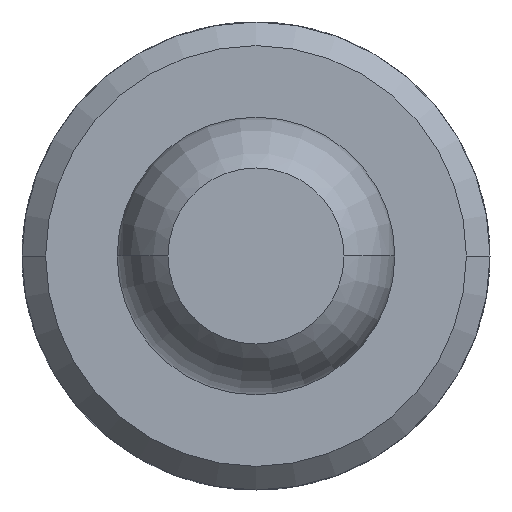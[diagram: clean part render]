
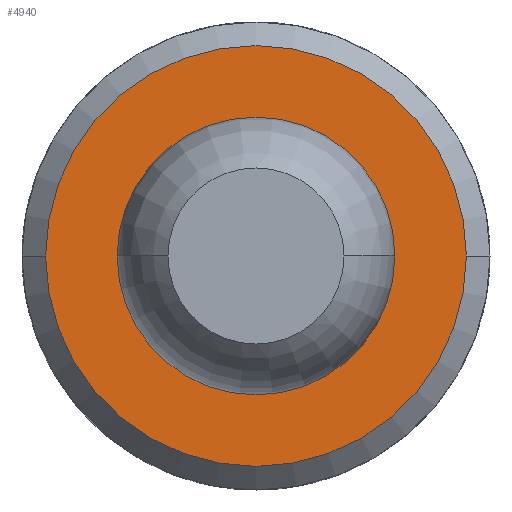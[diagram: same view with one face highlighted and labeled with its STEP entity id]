
A CAD part, front view. The second image highlights one B-rep face of the part: STEP entity #4940.
In plain terms, the highlighted planar face has unit normal (0, -1, 0).
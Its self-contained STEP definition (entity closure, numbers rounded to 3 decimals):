
#136 = CARTESIAN_POINT ( 'NONE',  ( 0., 6.4, 0. ) ) ;
#308 = CARTESIAN_POINT ( 'NONE',  ( 0.76, 6.4, 0. ) ) ;
#410 = DIRECTION ( 'NONE',  ( 0., -1., 0. ) ) ;
#852 = PLANE ( 'NONE',  #5073 ) ;
#1298 = VERTEX_POINT ( 'NONE', #2944 ) ;
#1341 = CARTESIAN_POINT ( 'NONE',  ( -0.76, 6.4, 0. ) ) ;
#1361 = DIRECTION ( 'NONE',  ( -1., 0., 0. ) ) ;
#1397 = ORIENTED_EDGE ( 'NONE', *, *, #4009, .F. ) ;
#1482 = DIRECTION ( 'NONE',  ( 0., -1., 0. ) ) ;
#1484 = CIRCLE ( 'NONE', #5926, 1.78 ) ;
#1648 = ORIENTED_EDGE ( 'NONE', *, *, #5751, .T. ) ;
#1773 = EDGE_CURVE ( 'Defeature ausgef�hrt1_29+Defeature ausgef�hrt1_30+Defeature ausgef�hrt1_30+Defeature ausgef�hrt1_30', #1298, #2484, #1484, .T. ) ;
#1896 = CARTESIAN_POINT ( 'NONE',  ( 0., 6.4, 0. ) ) ;
#2017 = DIRECTION ( 'NONE',  ( -1., 0., 0. ) ) ;
#2231 = DIRECTION ( 'NONE',  ( -1., 0., 0. ) ) ;
#2484 = VERTEX_POINT ( 'NONE', #5401 ) ;
#2634 = VERTEX_POINT ( 'NONE', #1341 ) ;
#2657 = AXIS2_PLACEMENT_3D ( 'NONE', #3592, #4070, #5953 ) ;
#2944 = CARTESIAN_POINT ( 'NONE',  ( 1.78, 6.4, 0. ) ) ;
#2985 = ORIENTED_EDGE ( 'NONE', *, *, #5916, .F. ) ;
#3200 = ORIENTED_EDGE ( 'NONE', *, *, #1773, .T. ) ;
#3218 = CIRCLE ( 'NONE', #5031, 0.76 ) ;
#3360 = DIRECTION ( 'NONE',  ( -1., 0., 0. ) ) ;
#3372 = CIRCLE ( 'NONE', #2657, 1.78 ) ;
#3400 = EDGE_LOOP ( 'NONE', ( #3200, #1648 ) ) ;
#3592 = CARTESIAN_POINT ( 'NONE',  ( 0., 6.4, 0. ) ) ;
#3639 = CIRCLE ( 'NONE', #3707, 0.76 ) ;
#3707 = AXIS2_PLACEMENT_3D ( 'NONE', #1896, #1482, #3360 ) ;
#3857 = DIRECTION ( 'NONE',  ( 0., -1., 0. ) ) ;
#3916 = VERTEX_POINT ( 'NONE', #308 ) ;
#4009 = EDGE_CURVE ( 'Defeature ausgef�hrt1_5+Defeature ausgef�hrt1_29+Defeature ausgef�hrt1_29+Defeature ausgef�hrt1_29', #3916, #2634, #3218, .T. ) ;
#4070 = DIRECTION ( 'NONE',  ( 0., -1., 0. ) ) ;
#4940 = ADVANCED_FACE ( 'Defeature ausgef�hrt1_29', ( #5995, #4973 ), #852, .T. ) ;
#4973 = FACE_BOUND ( 'NONE', #5328, .T. ) ;
#5008 = CARTESIAN_POINT ( 'NONE',  ( 0., 6.4, -0.76 ) ) ;
#5031 = AXIS2_PLACEMENT_3D ( 'NONE', #5984, #5514, #1361 ) ;
#5073 = AXIS2_PLACEMENT_3D ( 'NONE', #5008, #410, #2231 ) ;
#5328 = EDGE_LOOP ( 'NONE', ( #2985, #1397 ) ) ;
#5401 = CARTESIAN_POINT ( 'NONE',  ( -1.78, 6.4, 0. ) ) ;
#5514 = DIRECTION ( 'NONE',  ( 0., -1., 0. ) ) ;
#5751 = EDGE_CURVE ( 'Defeature ausgef�hrt1_29+Defeature ausgef�hrt1_30+Defeature ausgef�hrt1_30+Defeature ausgef�hrt1_30', #2484, #1298, #3372, .T. ) ;
#5916 = EDGE_CURVE ( 'Defeature ausgef�hrt1_5+Defeature ausgef�hrt1_29+Defeature ausgef�hrt1_29+Defeature ausgef�hrt1_29', #2634, #3916, #3639, .T. ) ;
#5926 = AXIS2_PLACEMENT_3D ( 'NONE', #136, #3857, #2017 ) ;
#5953 = DIRECTION ( 'NONE',  ( -1., 0., 0. ) ) ;
#5984 = CARTESIAN_POINT ( 'NONE',  ( 0., 6.4, 0. ) ) ;
#5995 = FACE_OUTER_BOUND ( 'NONE', #3400, .T. ) ;
